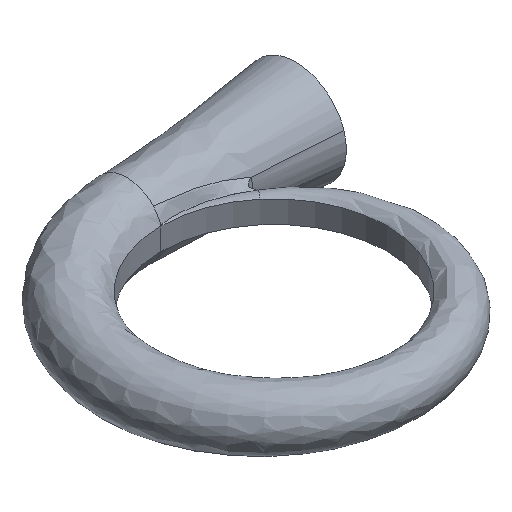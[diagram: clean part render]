
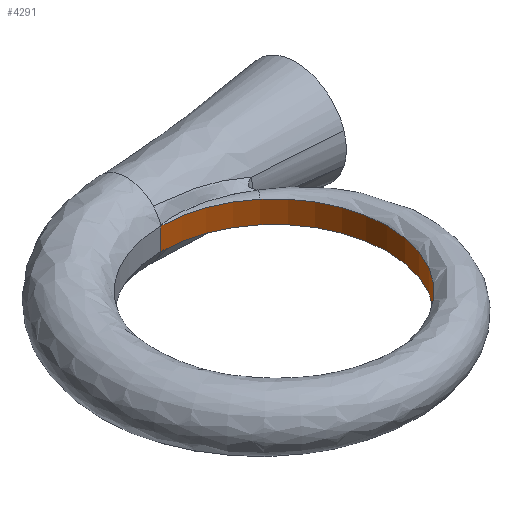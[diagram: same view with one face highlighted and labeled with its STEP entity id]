
A CAD part, isometric view. The second image highlights one B-rep face of the part: STEP entity #4291.
In plain terms, the highlighted cylindrical face has radius 20.65 mm (diameter 41.3 mm), a partial arc.
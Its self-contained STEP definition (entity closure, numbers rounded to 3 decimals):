
#24 = VERTEX_POINT('',#25);
#25 = CARTESIAN_POINT('',(13.246,15.842,6.069));
#73 = VERTEX_POINT('',#74);
#74 = CARTESIAN_POINT('',(13.246,15.842,10.108
    ));
#94 = EDGE_CURVE('',#95,#73,#97,.T.);
#95 = VERTEX_POINT('',#96);
#96 = CARTESIAN_POINT('',(0.,-20.65,
    10.108));
#97 = CIRCLE('',#98,20.65);
#98 = AXIS2_PLACEMENT_3D('',#99,#100,#101);
#99 = CARTESIAN_POINT('',(0.,0.,10.108));
#100 = DIRECTION('',(0.,0.,1.));
#101 = DIRECTION('',(0.,1.,0.));
#104 = VERTEX_POINT('',#105);
#105 = CARTESIAN_POINT('',(0.,20.65,
    10.108));
#251 = VERTEX_POINT('',#252);
#252 = CARTESIAN_POINT('',(0.,20.65,
    6.069));
#298 = VERTEX_POINT('',#299);
#299 = CARTESIAN_POINT('',(0.,-20.65,
    6.069));
#306 = EDGE_CURVE('',#298,#24,#307,.T.);
#307 = CIRCLE('',#308,20.65);
#308 = AXIS2_PLACEMENT_3D('',#309,#310,#311);
#309 = CARTESIAN_POINT('',(0.,0.,6.069));
#310 = DIRECTION('',(0.,0.,1.));
#311 = DIRECTION('',(0.,1.,0.));
#3376 = EDGE_CURVE('',#24,#251,#3377,.T.);
#3377 = CIRCLE('',#3378,20.65);
#3378 = AXIS2_PLACEMENT_3D('',#3379,#3380,#3381);
#3379 = CARTESIAN_POINT('',(0.,0.,6.069));
#3380 = DIRECTION('',(0.,0.,1.));
#3381 = DIRECTION('',(0.,1.,0.));
#3995 = EDGE_CURVE('',#73,#104,#3996,.T.);
#3996 = CIRCLE('',#3997,20.65);
#3997 = AXIS2_PLACEMENT_3D('',#3998,#3999,#4000);
#3998 = CARTESIAN_POINT('',(0.,0.,10.108));
#3999 = DIRECTION('',(0.,0.,1.));
#4000 = DIRECTION('',(0.,1.,0.));
#4291 = ADVANCED_FACE('[Volute_1] Flow domain Inflow',(#4292),#4309,.F.
  );
#4292 = FACE_BOUND('',#4293,.T.);
#4293 = EDGE_LOOP('',(#4294,#4295,#4296,#4302,#4303,#4304));
#4294 = ORIENTED_EDGE('',*,*,#94,.T.);
#4295 = ORIENTED_EDGE('',*,*,#3995,.T.);
#4296 = ORIENTED_EDGE('',*,*,#4297,.T.);
#4297 = EDGE_CURVE('',#104,#251,#4298,.T.);
#4298 = LINE('',#4299,#4300);
#4299 = CARTESIAN_POINT('',(0.,20.65,
    10.108));
#4300 = VECTOR('',#4301,1.);
#4301 = DIRECTION('',(0.,0.,-1.));
#4302 = ORIENTED_EDGE('',*,*,#3376,.F.);
#4303 = ORIENTED_EDGE('',*,*,#306,.F.);
#4304 = ORIENTED_EDGE('',*,*,#4305,.F.);
#4305 = EDGE_CURVE('',#95,#298,#4306,.T.);
#4306 = B_SPLINE_CURVE_WITH_KNOTS('',1,(#4307,#4308),.UNSPECIFIED.,.F.,
  .F.,(2,2),(0.,4.039),.PIECEWISE_BEZIER_KNOTS.);
#4307 = CARTESIAN_POINT('',(0.,-20.65,
    10.108));
#4308 = CARTESIAN_POINT('',(0.,-20.65,
    6.069));
#4309 = CYLINDRICAL_SURFACE('',#4310,20.65);
#4310 = AXIS2_PLACEMENT_3D('',#4311,#4312,#4313);
#4311 = CARTESIAN_POINT('',(0.,0.,10.108));
#4312 = DIRECTION('',(-0.,-0.,-1.));
#4313 = DIRECTION('',(0.,1.,0.));
